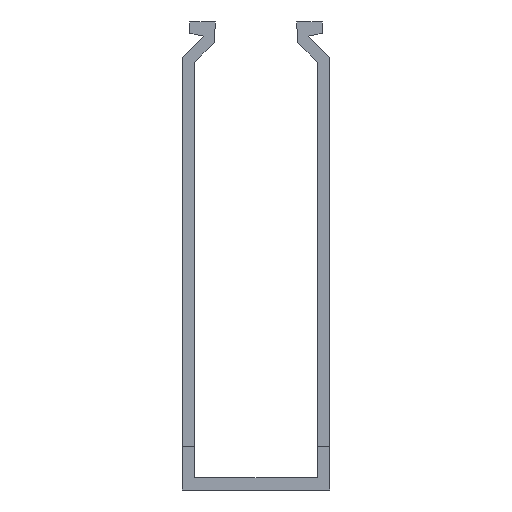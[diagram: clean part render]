
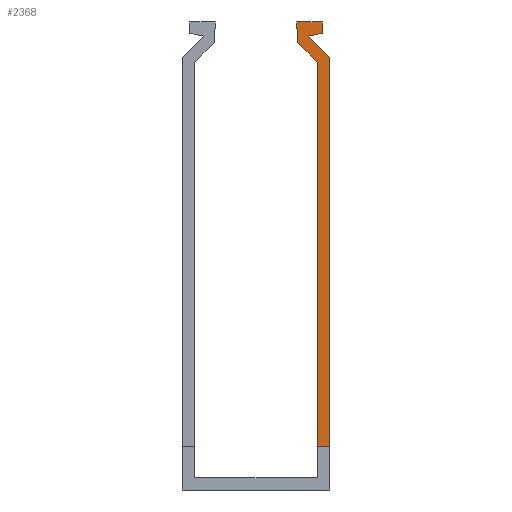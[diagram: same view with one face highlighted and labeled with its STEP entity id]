
A CAD part, front view. The second image highlights one B-rep face of the part: STEP entity #2368.
In plain terms, the highlighted planar face has unit normal (0, -1, 0).
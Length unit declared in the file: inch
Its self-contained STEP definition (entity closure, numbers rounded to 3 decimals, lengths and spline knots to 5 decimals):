
#990=FACE_OUTER_BOUND('',#5162,.T.);
#2368=ADVANCED_FACE('',(#990),#3746,.F.);
#3746=PLANE('',#29933);
#5162=EDGE_LOOP('',(#18529,#18530,#18531,#18532,#18533,#18534,#18535,#18536,
#18537));
#8426=LINE('',#43186,#12482);
#8644=LINE('',#43553,#12700);
#8646=LINE('',#43557,#12702);
#8650=LINE('',#43565,#12706);
#8653=LINE('',#43571,#12709);
#8656=LINE('',#43577,#12712);
#8658=LINE('',#43581,#12714);
#8875=LINE('',#43945,#12931);
#9341=LINE('',#44734,#13397);
#12482=VECTOR('',#35027,1.);
#12700=VECTOR('',#35247,1.);
#12702=VECTOR('',#35251,1.);
#12706=VECTOR('',#35257,1.);
#12709=VECTOR('',#35262,1.);
#12712=VECTOR('',#35267,1.);
#12714=VECTOR('',#35271,1.);
#12931=VECTOR('',#35490,1.);
#13397=VECTOR('',#35976,1.);
#18529=ORIENTED_EDGE('',*,*,#28533,.T.);
#18530=ORIENTED_EDGE('',*,*,#28067,.T.);
#18531=ORIENTED_EDGE('',*,*,#27850,.T.);
#18532=ORIENTED_EDGE('',*,*,#27848,.F.);
#18533=ORIENTED_EDGE('',*,*,#27845,.F.);
#18534=ORIENTED_EDGE('',*,*,#27842,.F.);
#18535=ORIENTED_EDGE('',*,*,#27838,.T.);
#18536=ORIENTED_EDGE('',*,*,#27836,.F.);
#18537=ORIENTED_EDGE('',*,*,#27618,.F.);
#24164=VERTEX_POINT('',#43185);
#24165=VERTEX_POINT('',#43187);
#24312=VERTEX_POINT('',#43551);
#24314=VERTEX_POINT('',#43558);
#24316=VERTEX_POINT('',#43563);
#24318=VERTEX_POINT('',#43569);
#24320=VERTEX_POINT('',#43575);
#24322=VERTEX_POINT('',#43582);
#24468=VERTEX_POINT('',#43946);
#27618=EDGE_CURVE('',#24164,#24165,#8426,.T.);
#27836=EDGE_CURVE('',#24165,#24312,#8644,.T.);
#27838=EDGE_CURVE('',#24314,#24312,#8646,.T.);
#27842=EDGE_CURVE('',#24314,#24316,#8650,.T.);
#27845=EDGE_CURVE('',#24316,#24318,#8653,.T.);
#27848=EDGE_CURVE('',#24318,#24320,#8656,.T.);
#27850=EDGE_CURVE('',#24322,#24320,#8658,.T.);
#28067=EDGE_CURVE('',#24468,#24322,#8875,.T.);
#28533=EDGE_CURVE('',#24164,#24468,#9341,.T.);
#29933=AXIS2_PLACEMENT_3D('',#44735,#35977,#35978);
#35027=DIRECTION('',(0.,0.,1.));
#35247=DIRECTION('',(-0.711,0.,0.703));
#35251=DIRECTION('',(0.038,0.,-0.999));
#35257=DIRECTION('',(1.,0.,0.));
#35262=DIRECTION('',(0.,0.,-1.));
#35267=DIRECTION('',(-0.977,0.,-0.211));
#35271=DIRECTION('',(-0.711,0.,0.703));
#35490=DIRECTION('',(0.,0.,1.));
#35976=DIRECTION('',(1.,0.,0.));
#35977=DIRECTION('',(0.,1.,0.));
#35978=DIRECTION('',(0.,0.,1.));
#43185=CARTESIAN_POINT('',(0.52829,0.156,0.36964));
#43186=CARTESIAN_POINT('',(0.52827,0.156,0.105));
#43187=CARTESIAN_POINT('',(0.5285,0.156,3.65049));
#43551=CARTESIAN_POINT('',(0.35852,0.156,3.8184));
#43553=CARTESIAN_POINT('',(0.5285,0.156,3.65049));
#43557=CARTESIAN_POINT('',(0.35177,0.156,3.99416));
#43558=CARTESIAN_POINT('',(0.35177,0.156,3.99416));
#43563=CARTESIAN_POINT('',(0.56913,0.156,3.99416));
#43565=CARTESIAN_POINT('',(0.35177,0.156,3.99416));
#43569=CARTESIAN_POINT('',(0.56913,0.156,3.89877));
#43571=CARTESIAN_POINT('',(0.56913,0.156,3.99416));
#43575=CARTESIAN_POINT('',(0.45175,0.156,3.8734));
#43577=CARTESIAN_POINT('',(0.56913,0.156,3.89877));
#43581=CARTESIAN_POINT('',(0.63351,0.156,3.69386));
#43582=CARTESIAN_POINT('',(0.63351,0.156,3.69386));
#43945=CARTESIAN_POINT('',(0.63326,0.156,0.));
#43946=CARTESIAN_POINT('',(0.63329,0.156,0.36963));
#44734=CARTESIAN_POINT('',(0.14477,0.156,0.36966));
#44735=CARTESIAN_POINT('',(0.14477,0.156,0.36966));
